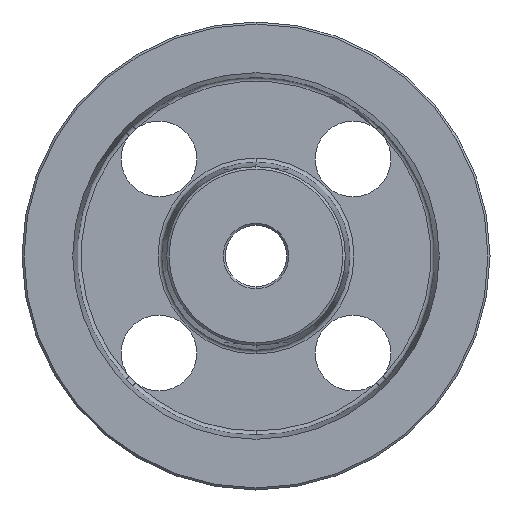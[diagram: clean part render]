
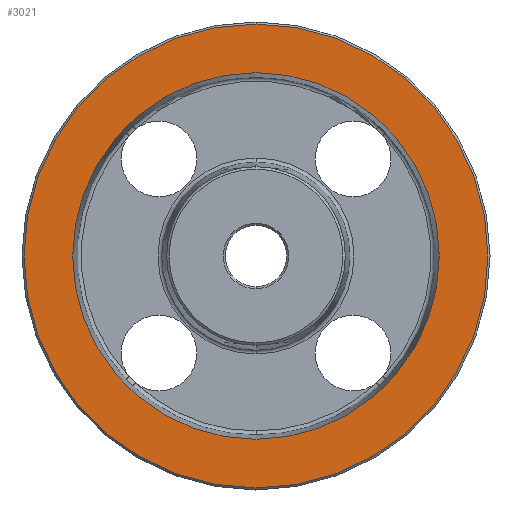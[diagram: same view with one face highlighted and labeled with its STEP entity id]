
A CAD part, left-side view. The second image highlights one B-rep face of the part: STEP entity #3021.
In plain terms, the highlighted planar face has unit normal (-1, 0, 0).
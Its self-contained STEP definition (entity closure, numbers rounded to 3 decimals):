
#145 = DIRECTION ( 'NONE',  ( 1., 0., 0. ) ) ;
#255 = CARTESIAN_POINT ( 'NONE',  ( 2.5, 0., 0. ) ) ;
#256 = AXIS2_PLACEMENT_3D ( 'NONE', #1129, #664, #4791 ) ;
#336 = AXIS2_PLACEMENT_3D ( 'NONE', #702, #755, #5358 ) ;
#491 = ORIENTED_EDGE ( 'NONE', *, *, #510, .T. ) ;
#510 = EDGE_CURVE ( 'NONE', #1221, #3574, #5136, .T. ) ;
#591 = CARTESIAN_POINT ( 'NONE',  ( 2.5, 0., 0. ) ) ;
#664 = DIRECTION ( 'NONE',  ( -1., 0., 0. ) ) ;
#702 = CARTESIAN_POINT ( 'NONE',  ( 2.5, 0., 0. ) ) ;
#755 = DIRECTION ( 'NONE',  ( -1., 0., 0. ) ) ;
#993 = AXIS2_PLACEMENT_3D ( 'NONE', #4643, #145, #1815 ) ;
#1129 = CARTESIAN_POINT ( 'NONE',  ( 2.5, 0., 0. ) ) ;
#1197 = CARTESIAN_POINT ( 'NONE',  ( 2.5, 0., 89.5 ) ) ;
#1221 = VERTEX_POINT ( 'NONE', #3831 ) ;
#1444 = AXIS2_PLACEMENT_3D ( 'NONE', #591, #2270, #3951 ) ;
#1592 = VERTEX_POINT ( 'NONE', #4165 ) ;
#1815 = DIRECTION ( 'NONE',  ( 0., 0., -1. ) ) ;
#1946 = DIRECTION ( 'NONE',  ( -1., 0., 0. ) ) ;
#2270 = DIRECTION ( 'NONE',  ( -1., 0., 0. ) ) ;
#2330 = ORIENTED_EDGE ( 'NONE', *, *, #4356, .F. ) ;
#2529 = ORIENTED_EDGE ( 'NONE', *, *, #4177, .T. ) ;
#2550 = FACE_OUTER_BOUND ( 'NONE', #3270, .T. ) ;
#2675 = EDGE_LOOP ( 'NONE', ( #3517, #2330 ) ) ;
#2706 = CIRCLE ( 'NONE', #336, 113.25 ) ;
#2779 = CARTESIAN_POINT ( 'NONE',  ( 2.5, 0., 113.25 ) ) ;
#2956 = PLANE ( 'NONE',  #993 ) ;
#2979 = AXIS2_PLACEMENT_3D ( 'NONE', #255, #1946, #3613 ) ;
#3021 = ADVANCED_FACE ( 'NONE', ( #2550, #3426 ), #2956, .F. ) ;
#3155 = CIRCLE ( 'NONE', #256, 89.5 ) ;
#3270 = EDGE_LOOP ( 'NONE', ( #491, #2529 ) ) ;
#3426 = FACE_BOUND ( 'NONE', #2675, .T. ) ;
#3517 = ORIENTED_EDGE ( 'NONE', *, *, #5114, .F. ) ;
#3574 = VERTEX_POINT ( 'NONE', #2779 ) ;
#3613 = DIRECTION ( 'NONE',  ( 0., 0., 1. ) ) ;
#3831 = CARTESIAN_POINT ( 'NONE',  ( 2.5, 0., -113.25 ) ) ;
#3951 = DIRECTION ( 'NONE',  ( 0., 0., -1. ) ) ;
#4141 = CIRCLE ( 'NONE', #2979, 89.5 ) ;
#4165 = CARTESIAN_POINT ( 'NONE',  ( 2.5, 0., -89.5 ) ) ;
#4177 = EDGE_CURVE ( 'NONE', #3574, #1221, #2706, .T. ) ;
#4246 = VERTEX_POINT ( 'NONE', #1197 ) ;
#4356 = EDGE_CURVE ( 'NONE', #1592, #4246, #3155, .T. ) ;
#4643 = CARTESIAN_POINT ( 'NONE',  ( 2.5, 89.5, 0. ) ) ;
#4791 = DIRECTION ( 'NONE',  ( 0., 0., 1. ) ) ;
#5114 = EDGE_CURVE ( 'NONE', #4246, #1592, #4141, .T. ) ;
#5136 = CIRCLE ( 'NONE', #1444, 113.25 ) ;
#5358 = DIRECTION ( 'NONE',  ( 0., 0., -1. ) ) ;
